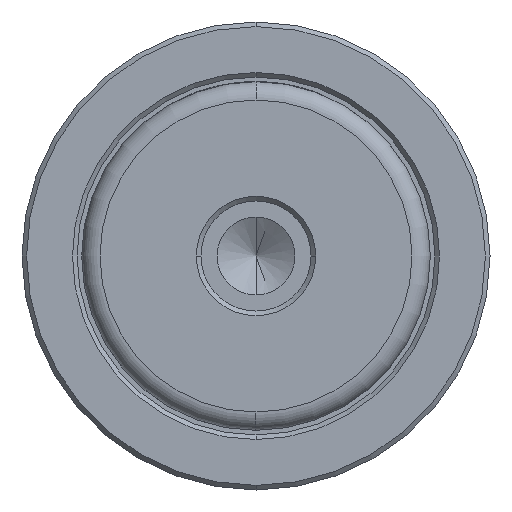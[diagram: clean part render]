
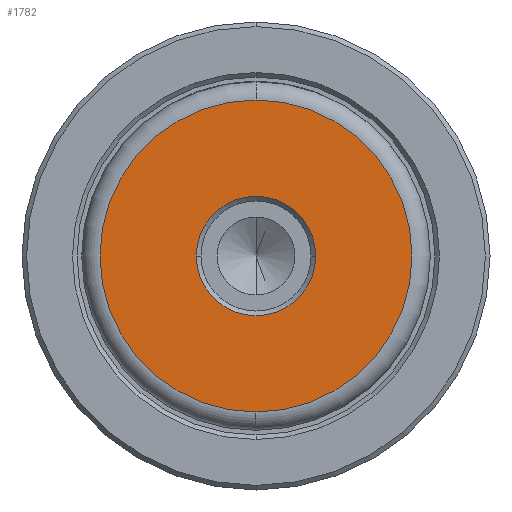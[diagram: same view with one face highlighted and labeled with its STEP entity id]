
A CAD part, left-side view. The second image highlights one B-rep face of the part: STEP entity #1782.
In plain terms, the highlighted planar face has unit normal (-1, 0, 0).
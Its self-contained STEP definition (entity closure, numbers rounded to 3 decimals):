
#148 = CIRCLE ( 'NONE', #2240, 6.5 ) ;
#159 = PLANE ( 'NONE',  #2005 ) ;
#186 = EDGE_CURVE ( 'NONE', #1163, #2190, #1252, .T. ) ;
#218 = CARTESIAN_POINT ( 'NONE',  ( 0., 0., 0. ) ) ;
#254 = EDGE_CURVE ( 'NONE', #1389, #865, #2143, .T. ) ;
#257 = FACE_OUTER_BOUND ( 'NONE', #1794, .T. ) ;
#299 = CARTESIAN_POINT ( 'NONE',  ( 0., 0., 0. ) ) ;
#408 = AXIS2_PLACEMENT_3D ( 'NONE', #218, #1546, #411 ) ;
#411 = DIRECTION ( 'NONE',  ( 0., 0., 1. ) ) ;
#491 = DIRECTION ( 'NONE',  ( 0., 0., 1. ) ) ;
#544 = CARTESIAN_POINT ( 'NONE',  ( 0., 0., 0. ) ) ;
#710 = CARTESIAN_POINT ( 'NONE',  ( 0., 0., -16.997 ) ) ;
#730 = DIRECTION ( 'NONE',  ( -1., 0., 0. ) ) ;
#822 = CIRCLE ( 'NONE', #1235, 16.997 ) ;
#865 = VERTEX_POINT ( 'NONE', #1923 ) ;
#898 = ORIENTED_EDGE ( 'NONE', *, *, #186, .T. ) ;
#917 = DIRECTION ( 'NONE',  ( -1., 0., 0. ) ) ;
#918 = EDGE_LOOP ( 'NONE', ( #1788, #1359 ) ) ;
#1007 = DIRECTION ( 'NONE',  ( 1., 0., 0. ) ) ;
#1160 = AXIS2_PLACEMENT_3D ( 'NONE', #2144, #1007, #2325 ) ;
#1163 = VERTEX_POINT ( 'NONE', #2287 ) ;
#1223 = CARTESIAN_POINT ( 'NONE',  ( 0., 6.5, 0. ) ) ;
#1235 = AXIS2_PLACEMENT_3D ( 'NONE', #1857, #730, #2047 ) ;
#1252 = CIRCLE ( 'NONE', #408, 16.997 ) ;
#1282 = ORIENTED_EDGE ( 'NONE', *, *, #1779, .T. ) ;
#1359 = ORIENTED_EDGE ( 'NONE', *, *, #254, .T. ) ;
#1389 = VERTEX_POINT ( 'NONE', #1223 ) ;
#1399 = EDGE_CURVE ( 'NONE', #865, #1389, #148, .T. ) ;
#1546 = DIRECTION ( 'NONE',  ( -1., 0., 0. ) ) ;
#1630 = DIRECTION ( 'NONE',  ( 1., 0., 0. ) ) ;
#1779 = EDGE_CURVE ( 'NONE', #2190, #1163, #822, .T. ) ;
#1782 = ADVANCED_FACE ( 'NONE', ( #2322, #257 ), #159, .T. ) ;
#1788 = ORIENTED_EDGE ( 'NONE', *, *, #1399, .T. ) ;
#1794 = EDGE_LOOP ( 'NONE', ( #898, #1282 ) ) ;
#1857 = CARTESIAN_POINT ( 'NONE',  ( 0., 0., 0. ) ) ;
#1923 = CARTESIAN_POINT ( 'NONE',  ( 0., -6.5, 0. ) ) ;
#2005 = AXIS2_PLACEMENT_3D ( 'NONE', #544, #917, #2238 ) ;
#2047 = DIRECTION ( 'NONE',  ( 0., 0., 1. ) ) ;
#2143 = CIRCLE ( 'NONE', #1160, 6.5 ) ;
#2144 = CARTESIAN_POINT ( 'NONE',  ( 0., 0., 0. ) ) ;
#2190 = VERTEX_POINT ( 'NONE', #710 ) ;
#2238 = DIRECTION ( 'NONE',  ( 0., 0., 1. ) ) ;
#2240 = AXIS2_PLACEMENT_3D ( 'NONE', #299, #1630, #491 ) ;
#2287 = CARTESIAN_POINT ( 'NONE',  ( 0., 0., 16.997 ) ) ;
#2322 = FACE_BOUND ( 'NONE', #918, .T. ) ;
#2325 = DIRECTION ( 'NONE',  ( 0., 0., 1. ) ) ;
